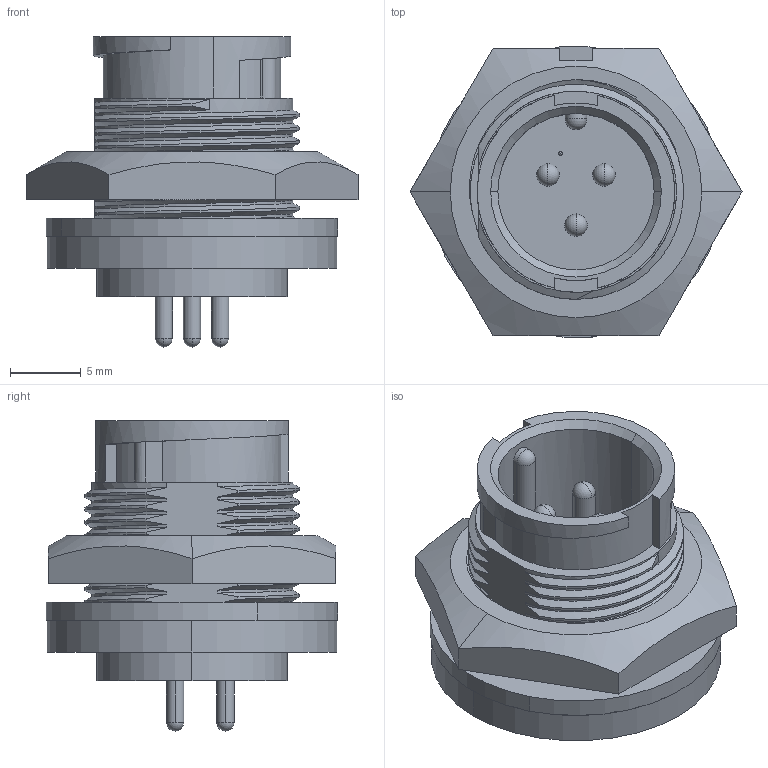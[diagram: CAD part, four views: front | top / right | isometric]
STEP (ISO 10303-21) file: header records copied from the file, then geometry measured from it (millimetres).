
FILE_DESCRIPTION (( 'STEP AP203' ), '1' );
FILE_NAME ('7381-3PG-3XX.STEP', '2019-03-11T15:38:41', ( '' ), ( '' ), 'SwSTEP 2.0', 'SolidWorks 2017', '' );
FILE_SCHEMA (( 'CONFIG_CONTROL_DESIGN' ));
Length unit declared in the file: inch
Products named in the file (1): 7381-3PG-3XX
Bounding box: 23.46 x 20.59 x 21.92 mm (x, y, z)
Volume: 3212.1 mm3; surface area: 3113 mm2
Topology: 2 solids, 2 shells, 151 faces, 424 edges, 275 vertices
Faces by surface type: cylinder 72, plane 35, bspline 25, sphere 14, cone 4, torus 1
Entity records: 11467 total; most frequent: CARTESIAN_POINT 7968, ORIENTED_EDGE 814, DIRECTION 610, EDGE_CURVE 407, VERTEX_POINT 272, AXIS2_PLACEMENT_3D 229, EDGE_LOOP 165, VECTOR 152
